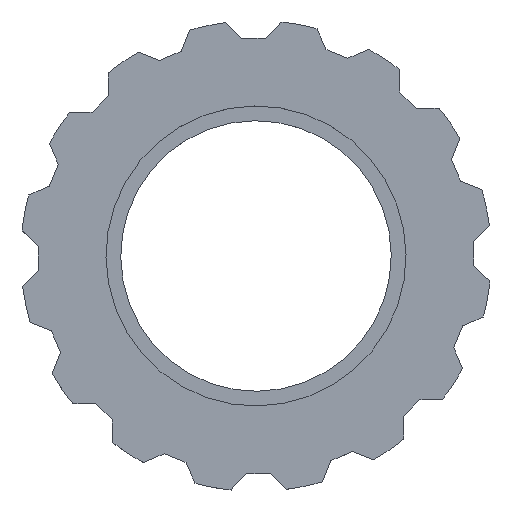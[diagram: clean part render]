
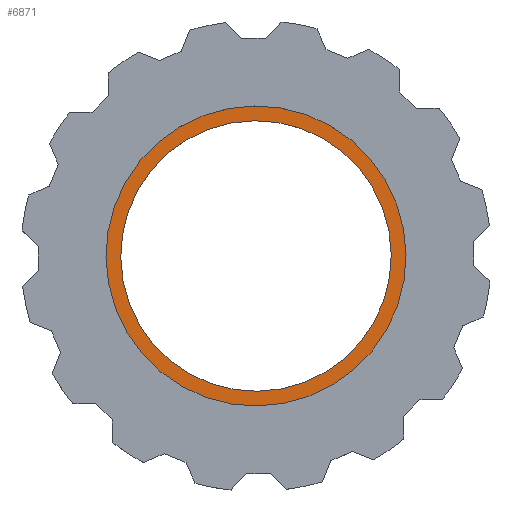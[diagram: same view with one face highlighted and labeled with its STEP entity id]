
A CAD part, top view. The second image highlights one B-rep face of the part: STEP entity #6871.
In plain terms, the highlighted face is planar.
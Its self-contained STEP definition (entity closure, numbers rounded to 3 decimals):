
#1148=FACE_BOUND('',#1831,.T.);
#1185=CIRCLE('',#7315,23.);
#1186=CIRCLE('',#7317,25.5);
#1435=FACE_OUTER_BOUND('',#1830,.T.);
#1830=EDGE_LOOP('',(#4815));
#1831=EDGE_LOOP('',(#4816));
#2615=VERTEX_POINT('',#8836);
#2616=VERTEX_POINT('',#8840);
#3456=EDGE_CURVE('',#2615,#2615,#1185,.T.);
#3457=EDGE_CURVE('',#2616,#2616,#1186,.T.);
#4815=ORIENTED_EDGE('',*,*,#3457,.F.);
#4816=ORIENTED_EDGE('',*,*,#3456,.T.);
#6802=PLANE('',#7316);
#6871=ADVANCED_FACE('',(#1435,#1148),#6802,.T.);
#7315=AXIS2_PLACEMENT_3D('',#8838,#7938,#7939);
#7316=AXIS2_PLACEMENT_3D('',#8839,#7940,#7941);
#7317=AXIS2_PLACEMENT_3D('',#8841,#7942,#7943);
#7938=DIRECTION('center_axis',(0.989,0.,0.148));
#7939=DIRECTION('ref_axis',(0.148,0.,-0.989));
#7940=DIRECTION('center_axis',(-0.989,0.,-0.148));
#7941=DIRECTION('ref_axis',(-0.148,0.,0.989));
#7942=DIRECTION('center_axis',(0.989,0.,0.148));
#7943=DIRECTION('ref_axis',(0.148,0.,-0.989));
#8836=CARTESIAN_POINT('',(21.666,0.,54.065));
#8838=CARTESIAN_POINT('Origin',(25.077,0.,31.32));
#8839=CARTESIAN_POINT('Origin',(28.86,0.,6.102));
#8840=CARTESIAN_POINT('',(21.295,0.,56.537));
#8841=CARTESIAN_POINT('Origin',(25.077,0.,31.32));
